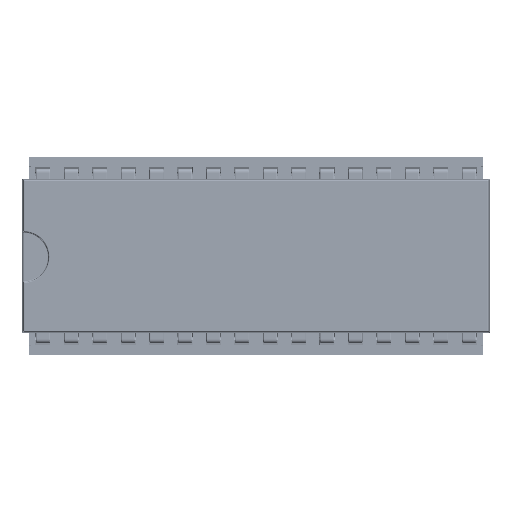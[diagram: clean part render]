
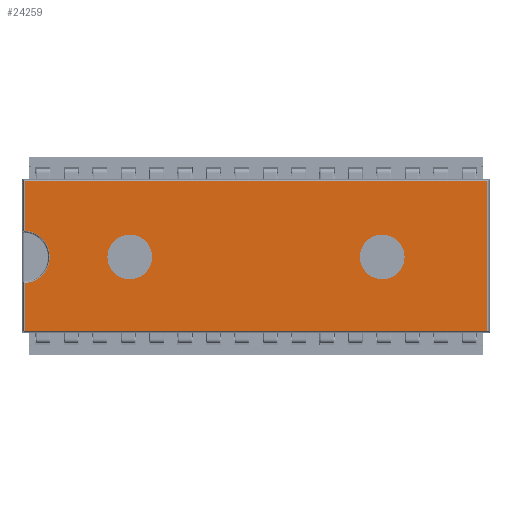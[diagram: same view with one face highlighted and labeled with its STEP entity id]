
A CAD part, top view. The second image highlights one B-rep face of the part: STEP entity #24259.
In plain terms, the highlighted planar face has unit normal (0, 0, 1).
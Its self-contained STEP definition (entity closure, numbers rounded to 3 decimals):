
#958=FACE_BOUND('',#9413,.T.);
#959=FACE_BOUND('',#9414,.T.);
#1662=PLANE('',#26081);
#4224=LINE('',#42257,#6871);
#4225=LINE('',#42261,#6872);
#4226=LINE('',#42263,#6873);
#4227=LINE('',#42265,#6874);
#4228=LINE('',#42266,#6875);
#6871=VECTOR('',#32082,10.);
#6872=VECTOR('',#32087,10.);
#6873=VECTOR('',#32088,10.);
#6874=VECTOR('',#32089,10.);
#6875=VECTOR('',#32090,10.);
#8116=FACE_OUTER_BOUND('',#9412,.T.);
#9412=EDGE_LOOP('',(#21984,#21985,#21986,#21987,#21988,#21989));
#9413=EDGE_LOOP('',(#21990));
#9414=EDGE_LOOP('',(#21991));
#9966=CIRCLE('',#26071,2.35);
#9971=CIRCLE('',#26082,2.);
#9972=CIRCLE('',#26083,2.);
#12378=VERTEX_POINT('',#42213);
#12379=VERTEX_POINT('',#42215);
#12385=VERTEX_POINT('',#42256);
#12386=VERTEX_POINT('',#42260);
#12387=VERTEX_POINT('',#42262);
#12388=VERTEX_POINT('',#42264);
#12389=VERTEX_POINT('',#42267);
#12390=VERTEX_POINT('',#42269);
#15740=EDGE_CURVE('',#12379,#12378,#9966,.T.);
#15750=EDGE_CURVE('',#12378,#12385,#4224,.T.);
#15752=EDGE_CURVE('',#12386,#12379,#4225,.T.);
#15753=EDGE_CURVE('',#12387,#12386,#4226,.T.);
#15754=EDGE_CURVE('',#12388,#12387,#4227,.T.);
#15755=EDGE_CURVE('',#12385,#12388,#4228,.T.);
#15756=EDGE_CURVE('',#12389,#12389,#9971,.T.);
#15757=EDGE_CURVE('',#12390,#12390,#9972,.T.);
#21984=ORIENTED_EDGE('',*,*,#15740,.F.);
#21985=ORIENTED_EDGE('',*,*,#15752,.F.);
#21986=ORIENTED_EDGE('',*,*,#15753,.F.);
#21987=ORIENTED_EDGE('',*,*,#15754,.F.);
#21988=ORIENTED_EDGE('',*,*,#15755,.F.);
#21989=ORIENTED_EDGE('',*,*,#15750,.F.);
#21990=ORIENTED_EDGE('',*,*,#15756,.T.);
#21991=ORIENTED_EDGE('',*,*,#15757,.T.);
#24259=ADVANCED_FACE('',(#8116,#958,#959),#1662,.T.);
#26071=AXIS2_PLACEMENT_3D('',#42217,#32059,#32060);
#26081=AXIS2_PLACEMENT_3D('',#42259,#32085,#32086);
#26082=AXIS2_PLACEMENT_3D('',#42268,#32091,#32092);
#26083=AXIS2_PLACEMENT_3D('',#42270,#32093,#32094);
#32059=DIRECTION('center_axis',(0.,0.,1.));
#32060=DIRECTION('ref_axis',(1.,0.,0.));
#32082=DIRECTION('',(0.,1.,0.));
#32085=DIRECTION('center_axis',(0.,0.,1.));
#32086=DIRECTION('ref_axis',(1.,0.,0.));
#32087=DIRECTION('',(0.,1.,0.));
#32088=DIRECTION('',(-1.,0.,0.));
#32089=DIRECTION('',(0.,-1.,0.));
#32090=DIRECTION('',(1.,0.,0.));
#32091=DIRECTION('center_axis',(0.,0.,-1.));
#32092=DIRECTION('ref_axis',(-1.,0.,0.));
#32093=DIRECTION('center_axis',(0.,0.,-1.));
#32094=DIRECTION('ref_axis',(-1.,0.,0.));
#42213=CARTESIAN_POINT('',(-0.772,10.158,3.85));
#42215=CARTESIAN_POINT('',(-0.772,5.462,3.85));
#42217=CARTESIAN_POINT('Origin',(-0.865,7.81,3.85));
#42256=CARTESIAN_POINT('',(-0.772,14.572,3.85));
#42257=CARTESIAN_POINT('',(-0.772,9.625,3.85));
#42259=CARTESIAN_POINT('Origin',(19.92,7.9,3.85));
#42260=CARTESIAN_POINT('',(-0.772,1.228,3.85));
#42261=CARTESIAN_POINT('',(-0.772,9.625,3.85));
#42262=CARTESIAN_POINT('',(40.612,1.228,3.85));
#42263=CARTESIAN_POINT('',(14.69,1.228,3.85));
#42264=CARTESIAN_POINT('',(40.612,14.572,3.85));
#42265=CARTESIAN_POINT('',(40.612,6.175,3.85));
#42266=CARTESIAN_POINT('',(25.15,14.572,3.85));
#42267=CARTESIAN_POINT('',(33.205,7.811,3.85));
#42268=CARTESIAN_POINT('Origin',(31.205,7.811,3.85));
#42269=CARTESIAN_POINT('',(10.635,7.811,3.85));
#42270=CARTESIAN_POINT('Origin',(8.635,7.811,3.85));
